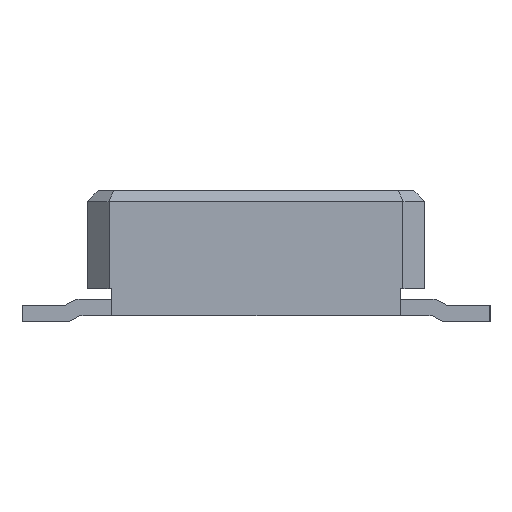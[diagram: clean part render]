
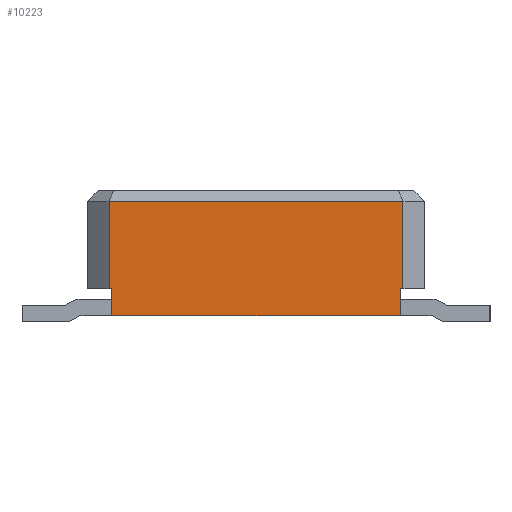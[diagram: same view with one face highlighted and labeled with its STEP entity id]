
A CAD part, left-side view. The second image highlights one B-rep face of the part: STEP entity #10223.
In plain terms, the highlighted planar face has unit normal (-1, 0, 0).
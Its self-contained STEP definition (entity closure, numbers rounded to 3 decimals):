
#1122=ORIENTED_EDGE('',*,*,#4020,.T.);
#1123=ORIENTED_EDGE('',*,*,#4021,.T.);
#1124=ORIENTED_EDGE('',*,*,#4022,.T.);
#1125=ORIENTED_EDGE('',*,*,#4023,.F.);
#1126=ORIENTED_EDGE('',*,*,#4002,.F.);
#1127=ORIENTED_EDGE('',*,*,#3312,.F.);
#1128=ORIENTED_EDGE('',*,*,#4024,.F.);
#1129=ORIENTED_EDGE('',*,*,#4025,.F.);
#3312=EDGE_CURVE('',#4824,#4825,#5800,.T.);
#4002=EDGE_CURVE('',#4825,#5393,#6490,.T.);
#4020=EDGE_CURVE('',#5407,#5408,#6508,.T.);
#4021=EDGE_CURVE('',#5408,#5409,#6509,.T.);
#4022=EDGE_CURVE('',#5409,#5410,#6510,.T.);
#4023=EDGE_CURVE('',#5393,#5410,#6511,.T.);
#4024=EDGE_CURVE('',#5411,#4824,#6512,.T.);
#4025=EDGE_CURVE('',#5407,#5411,#6513,.T.);
#4824=VERTEX_POINT('',#13798);
#4825=VERTEX_POINT('',#13800);
#5393=VERTEX_POINT('',#15180);
#5407=VERTEX_POINT('',#15217);
#5408=VERTEX_POINT('',#15218);
#5409=VERTEX_POINT('',#15220);
#5410=VERTEX_POINT('',#15222);
#5411=VERTEX_POINT('',#15225);
#5800=LINE('',#13799,#7300);
#6490=LINE('',#15179,#7990);
#6508=LINE('',#15216,#8008);
#6509=LINE('',#15219,#8009);
#6510=LINE('',#15221,#8010);
#6511=LINE('',#15223,#8011);
#6512=LINE('',#15224,#8012);
#6513=LINE('',#15226,#8013);
#7300=VECTOR('',#11187,1000.);
#7990=VECTOR('',#12121,1000.);
#8008=VECTOR('',#12149,1000.);
#8009=VECTOR('',#12150,1000.);
#8010=VECTOR('',#12151,1000.);
#8011=VECTOR('',#12152,1000.);
#8012=VECTOR('',#12153,1000.);
#8013=VECTOR('',#12154,1000.);
#8844=EDGE_LOOP('',(#1122,#1123,#1124,#1125,#1126,#1127,#1128,#1129));
#9306=FACE_BOUND('',#8844,.T.);
#9768=PLANE('',#10711);
#10223=ADVANCED_FACE('',(#9306),#9768,.F.);
#10711=AXIS2_PLACEMENT_3D('',#15215,#12147,#12148);
#11187=DIRECTION('',(0.,1.,0.));
#12121=DIRECTION('',(0.,0.,1.));
#12147=DIRECTION('',(1.,0.,0.));
#12148=DIRECTION('',(0.,1.,0.));
#12149=DIRECTION('',(0.,0.,1.));
#12150=DIRECTION('',(0.,1.,0.));
#12151=DIRECTION('',(0.,0.,-1.));
#12152=DIRECTION('',(0.,1.,0.));
#12153=DIRECTION('',(0.,0.,-1.));
#12154=DIRECTION('',(0.,1.,0.));
#13798=CARTESIAN_POINT('',(-5.75,-1.325,-0.575));
#13799=CARTESIAN_POINT('',(-5.75,-1.55,-0.575));
#13800=CARTESIAN_POINT('',(-5.75,1.325,-0.575));
#15179=CARTESIAN_POINT('',(-5.75,1.325,-0.575));
#15180=CARTESIAN_POINT('',(-5.75,1.325,-0.325));
#15215=CARTESIAN_POINT('',(-5.75,0.,0.));
#15216=CARTESIAN_POINT('',(-5.75,-1.35,0.));
#15217=CARTESIAN_POINT('',(-5.75,-1.35,-0.325));
#15218=CARTESIAN_POINT('',(-5.75,-1.35,0.475));
#15219=CARTESIAN_POINT('',(-5.75,0.,0.475));
#15220=CARTESIAN_POINT('',(-5.75,1.35,0.475));
#15221=CARTESIAN_POINT('',(-5.75,1.35,0.));
#15222=CARTESIAN_POINT('',(-5.75,1.35,-0.325));
#15223=CARTESIAN_POINT('',(-5.75,1.325,-0.325));
#15224=CARTESIAN_POINT('',(-5.75,-1.325,-0.325));
#15225=CARTESIAN_POINT('',(-5.75,-1.325,-0.325));
#15226=CARTESIAN_POINT('',(-5.75,-1.55,-0.325));
